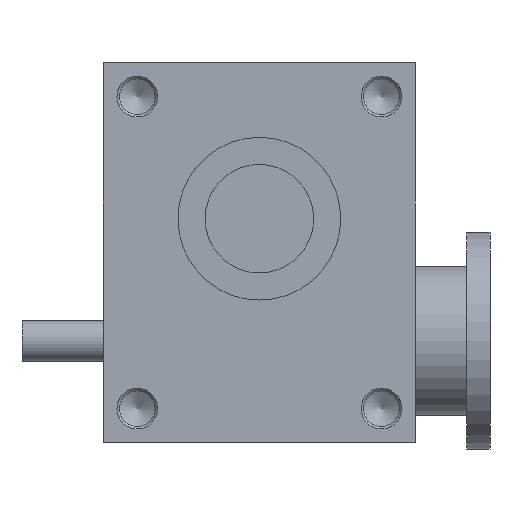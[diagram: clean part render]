
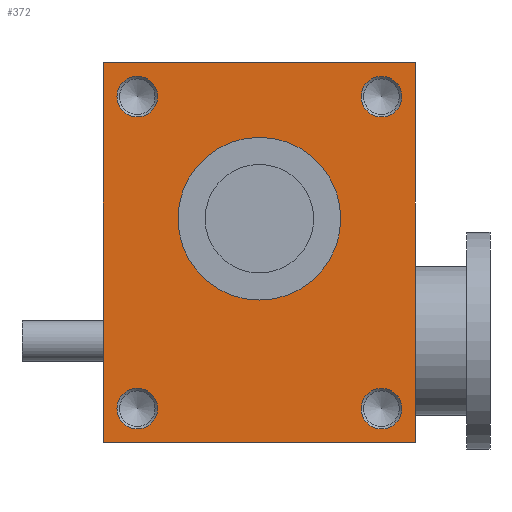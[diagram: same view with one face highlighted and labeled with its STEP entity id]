
A CAD part, front view. The second image highlights one B-rep face of the part: STEP entity #372.
In plain terms, the highlighted planar face has unit normal (0, -1, 0).
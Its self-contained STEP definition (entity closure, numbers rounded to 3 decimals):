
#372 = ADVANCED_FACE( '', ( #865, #866, #867, #868, #869, #870 ), #871, .F. );
#865 = FACE_BOUND( '', #1564, .T. );
#866 = FACE_BOUND( '', #1565, .T. );
#867 = FACE_BOUND( '', #1566, .T. );
#868 = FACE_BOUND( '', #1567, .T. );
#869 = FACE_BOUND( '', #1568, .T. );
#870 = FACE_OUTER_BOUND( '', #1569, .T. );
#871 = PLANE( '', #1570 );
#1564 = EDGE_LOOP( '', ( #2391 ) );
#1565 = EDGE_LOOP( '', ( #2392 ) );
#1566 = EDGE_LOOP( '', ( #2393 ) );
#1567 = EDGE_LOOP( '', ( #2394 ) );
#1568 = EDGE_LOOP( '', ( #2395 ) );
#1569 = EDGE_LOOP( '', ( #2396, #2397, #2398, #2399 ) );
#1570 = AXIS2_PLACEMENT_3D( '', #2400, #2401, #2402 );
#2391 = ORIENTED_EDGE( '', *, *, #3877, .F. );
#2392 = ORIENTED_EDGE( '', *, *, #3878, .F. );
#2393 = ORIENTED_EDGE( '', *, *, #3879, .F. );
#2394 = ORIENTED_EDGE( '', *, *, #3880, .F. );
#2395 = ORIENTED_EDGE( '', *, *, #3881, .T. );
#2396 = ORIENTED_EDGE( '', *, *, #3882, .T. );
#2397 = ORIENTED_EDGE( '', *, *, #3883, .F. );
#2398 = ORIENTED_EDGE( '', *, *, #3884, .F. );
#2399 = ORIENTED_EDGE( '', *, *, #3885, .T. );
#2400 = CARTESIAN_POINT( '', ( -115., -88., 140. ) );
#2401 = DIRECTION( '', ( 0., 1., 0. ) );
#2402 = DIRECTION( '', ( 0., 0., 1. ) );
#3877 = EDGE_CURVE( '', #4602, #4602, #4603, .T. );
#3878 = EDGE_CURVE( '', #4604, #4604, #4605, .T. );
#3879 = EDGE_CURVE( '', #4606, #4606, #4607, .T. );
#3880 = EDGE_CURVE( '', #4608, #4608, #4609, .T. );
#3881 = EDGE_CURVE( '', #4610, #4610, #4611, .T. );
#3882 = EDGE_CURVE( '', #4612, #4613, #4614, .T. );
#3883 = EDGE_CURVE( '', #4615, #4613, #4616, .T. );
#3884 = EDGE_CURVE( '', #4617, #4615, #4618, .T. );
#3885 = EDGE_CURVE( '', #4617, #4612, #4619, .T. );
#4602 = VERTEX_POINT( '', #5570 );
#4603 = CIRCLE( '', #5571, 15. );
#4604 = VERTEX_POINT( '', #5572 );
#4605 = CIRCLE( '', #5573, 15. );
#4606 = VERTEX_POINT( '', #5574 );
#4607 = CIRCLE( '', #5575, 15. );
#4608 = VERTEX_POINT( '', #5576 );
#4609 = CIRCLE( '', #5577, 15. );
#4610 = VERTEX_POINT( '', #5578 );
#4611 = CIRCLE( '', #5579, 60. );
#4612 = VERTEX_POINT( '', #5580 );
#4613 = VERTEX_POINT( '', #5581 );
#4614 = LINE( '', #5582, #5583 );
#4615 = VERTEX_POINT( '', #5584 );
#4616 = LINE( '', #5585, #5586 );
#4617 = VERTEX_POINT( '', #5587 );
#4618 = LINE( '', #5588, #5589 );
#4619 = LINE( '', #5590, #5591 );
#5570 = CARTESIAN_POINT( '', ( -90., -88., -130. ) );
#5571 = AXIS2_PLACEMENT_3D( '', #6649, #6650, #6651 );
#5572 = CARTESIAN_POINT( '', ( -90., -88., 100. ) );
#5573 = AXIS2_PLACEMENT_3D( '', #6652, #6653, #6654 );
#5574 = CARTESIAN_POINT( '', ( 90., -88., 100. ) );
#5575 = AXIS2_PLACEMENT_3D( '', #6655, #6656, #6657 );
#5576 = CARTESIAN_POINT( '', ( 90., -88., -130. ) );
#5577 = AXIS2_PLACEMENT_3D( '', #6658, #6659, #6660 );
#5578 = CARTESIAN_POINT( '', ( 60., -88., 25. ) );
#5579 = AXIS2_PLACEMENT_3D( '', #6661, #6662, #6663 );
#5580 = CARTESIAN_POINT( '', ( -115., -88., -140. ) );
#5581 = CARTESIAN_POINT( '', ( 115., -88., -140. ) );
#5582 = CARTESIAN_POINT( '', ( -115., -88., -140. ) );
#5583 = VECTOR( '', #6664, 1000. );
#5584 = CARTESIAN_POINT( '', ( 115., -88., 140. ) );
#5585 = CARTESIAN_POINT( '', ( 115., -88., 140. ) );
#5586 = VECTOR( '', #6665, 1000. );
#5587 = CARTESIAN_POINT( '', ( -115., -88., 140. ) );
#5588 = CARTESIAN_POINT( '', ( -115., -88., 140. ) );
#5589 = VECTOR( '', #6666, 1000. );
#5590 = CARTESIAN_POINT( '', ( -115., -88., 140. ) );
#5591 = VECTOR( '', #6667, 1000. );
#6649 = CARTESIAN_POINT( '', ( -90., -88., -115. ) );
#6650 = DIRECTION( '', ( 0., -1., 0. ) );
#6651 = DIRECTION( '', ( 0., 0., -1. ) );
#6652 = CARTESIAN_POINT( '', ( -90., -88., 115. ) );
#6653 = DIRECTION( '', ( 0., -1., 0. ) );
#6654 = DIRECTION( '', ( 0., 0., -1. ) );
#6655 = CARTESIAN_POINT( '', ( 90., -88., 115. ) );
#6656 = DIRECTION( '', ( 0., -1., 0. ) );
#6657 = DIRECTION( '', ( 0., 0., -1. ) );
#6658 = CARTESIAN_POINT( '', ( 90., -88., -115. ) );
#6659 = DIRECTION( '', ( 0., -1., 0. ) );
#6660 = DIRECTION( '', ( 0., 0., -1. ) );
#6661 = CARTESIAN_POINT( '', ( 0., -88., 25. ) );
#6662 = DIRECTION( '', ( 0., 1., 0. ) );
#6663 = DIRECTION( '', ( 1., 0., 0. ) );
#6664 = DIRECTION( '', ( 1., 0., 0. ) );
#6665 = DIRECTION( '', ( 0., 0., -1. ) );
#6666 = DIRECTION( '', ( 1., 0., 0. ) );
#6667 = DIRECTION( '', ( 0., 0., -1. ) );
